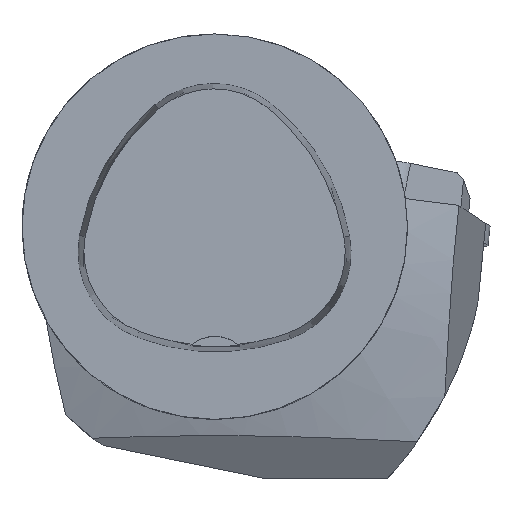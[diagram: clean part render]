
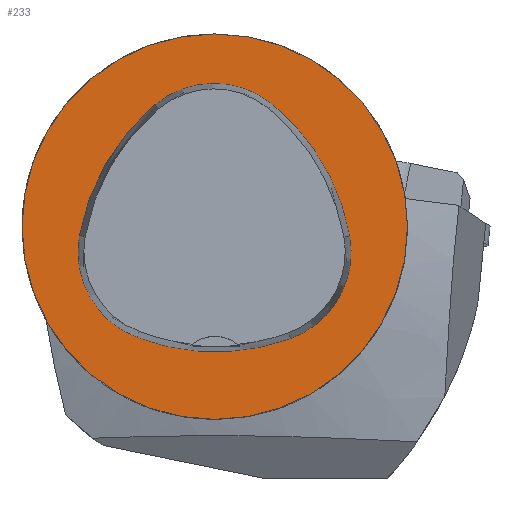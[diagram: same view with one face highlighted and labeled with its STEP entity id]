
A CAD part, top view. The second image highlights one B-rep face of the part: STEP entity #233.
In plain terms, the highlighted face is planar.
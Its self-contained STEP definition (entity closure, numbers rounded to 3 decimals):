
#124=FACE_BOUND('',#430,.T.);
#125=FACE_BOUND('',#431,.T.);
#195=CIRCLE('',#1545,31.5);
#196=CIRCLE('',#1546,36.);
#197=CIRCLE('',#1547,15.);
#198=CIRCLE('',#1548,36.);
#199=CIRCLE('',#1549,15.);
#200=CIRCLE('',#1550,36.);
#201=CIRCLE('',#1551,15.);
#233=ADVANCED_FACE('',(#124,#125),#305,.T.);
#305=PLANE('',#1552);
#430=EDGE_LOOP('',(#556));
#431=EDGE_LOOP('',(#557,#558,#559,#560,#561,#562));
#556=ORIENTED_EDGE('',*,*,#1048,.F.);
#557=ORIENTED_EDGE('',*,*,#1049,.T.);
#558=ORIENTED_EDGE('',*,*,#1050,.T.);
#559=ORIENTED_EDGE('',*,*,#1051,.T.);
#560=ORIENTED_EDGE('',*,*,#1052,.T.);
#561=ORIENTED_EDGE('',*,*,#1053,.T.);
#562=ORIENTED_EDGE('',*,*,#1054,.T.);
#910=VERTEX_POINT('',#2196);
#911=VERTEX_POINT('',#2198);
#912=VERTEX_POINT('',#2199);
#913=VERTEX_POINT('',#2201);
#914=VERTEX_POINT('',#2203);
#915=VERTEX_POINT('',#2205);
#916=VERTEX_POINT('',#2207);
#1048=EDGE_CURVE('',#910,#910,#195,.T.);
#1049=EDGE_CURVE('',#911,#912,#196,.T.);
#1050=EDGE_CURVE('',#912,#913,#197,.T.);
#1051=EDGE_CURVE('',#913,#914,#198,.T.);
#1052=EDGE_CURVE('',#914,#915,#199,.T.);
#1053=EDGE_CURVE('',#915,#916,#200,.T.);
#1054=EDGE_CURVE('',#916,#911,#201,.T.);
#1545=AXIS2_PLACEMENT_3D('',#2195,#1736,#1737);
#1546=AXIS2_PLACEMENT_3D('',#2197,#1738,#1739);
#1547=AXIS2_PLACEMENT_3D('',#2200,#1740,#1741);
#1548=AXIS2_PLACEMENT_3D('',#2202,#1742,#1743);
#1549=AXIS2_PLACEMENT_3D('',#2204,#1744,#1745);
#1550=AXIS2_PLACEMENT_3D('',#2206,#1746,#1747);
#1551=AXIS2_PLACEMENT_3D('',#2208,#1748,#1749);
#1552=AXIS2_PLACEMENT_3D('',#2209,#1750,#1751);
#1736=DIRECTION('',(0.,-1.,0.));
#1737=DIRECTION('',(0.,0.,-1.));
#1738=DIRECTION('',(0.,-1.,0.));
#1739=DIRECTION('',(-1.,0.,0.));
#1740=DIRECTION('',(0.,-1.,0.));
#1741=DIRECTION('',(-1.,0.,0.));
#1742=DIRECTION('',(0.,-1.,0.));
#1743=DIRECTION('',(-1.,0.,0.));
#1744=DIRECTION('',(0.,-1.,0.));
#1745=DIRECTION('',(-1.,0.,0.));
#1746=DIRECTION('',(0.,-1.,0.));
#1747=DIRECTION('',(-1.,0.,0.));
#1748=DIRECTION('',(0.,-1.,0.));
#1749=DIRECTION('',(-1.,0.,0.));
#1750=DIRECTION('',(0.,1.,0.));
#1751=DIRECTION('',(0.,0.,1.));
#2195=CARTESIAN_POINT('',(-41.25,65.,0.05));
#2196=CARTESIAN_POINT('',(-41.25,65.,-31.45));
#2197=CARTESIAN_POINT('',(-41.387,65.,15.6));
#2198=CARTESIAN_POINT('',(-53.623,65.,-18.257));
#2199=CARTESIAN_POINT('',(-28.557,65.,-18.037));
#2200=CARTESIAN_POINT('',(-33.903,65.,-4.021));
#2201=CARTESIAN_POINT('',(-19.128,65.,-1.43));
#2202=CARTESIAN_POINT('',(-54.587,65.,-7.65));
#2203=CARTESIAN_POINT('',(-31.471,65.,19.948));
#2204=CARTESIAN_POINT('',(-41.102,65.,8.449));
#2205=CARTESIAN_POINT('',(-50.567,65.,20.086));
#2206=CARTESIAN_POINT('',(-27.852,65.,-7.843));
#2207=CARTESIAN_POINT('',(-63.291,65.,-1.512));
#2208=CARTESIAN_POINT('',(-48.525,65.,-4.15));
#2209=CARTESIAN_POINT('',(-72.75,65.,0.05));
